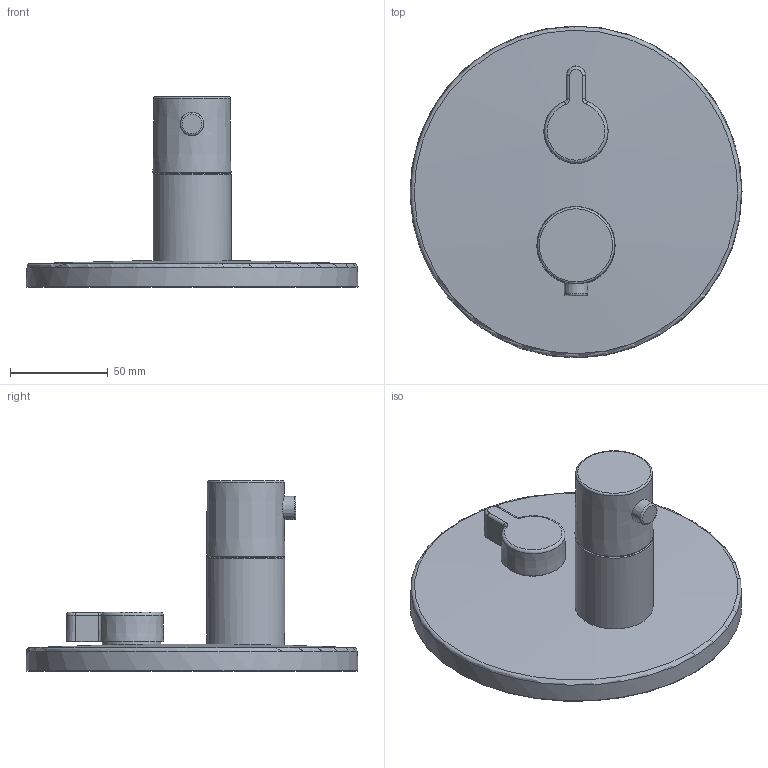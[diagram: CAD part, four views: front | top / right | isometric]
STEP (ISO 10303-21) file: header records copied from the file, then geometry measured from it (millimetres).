
FILE_DESCRIPTION (( 'STEP AP203' ), '1' );
FILE_NAME ('40579083.STEP', '2017-03-09T05:52:54', ( '' ), ( '' ), 'SwSTEP 2.0', 'SolidWorks 2016', '' );
FILE_SCHEMA (( 'CONFIG_CONTROL_DESIGN' ));
Length unit declared in the file: millimetre
Products named in the file (1): 40579083
Bounding box: 169.99 x 169.98 x 97.68 mm (x, y, z)
Volume: 416324.3 mm3; surface area: 64747.9 mm2
Topology: 1 solids, 1 shells, 32 faces, 73 edges, 48 vertices
Faces by surface type: torus 8, plane 7, cylinder 5, cone 5, bspline 4, sphere 3
Full cylindrical faces by diameter (mm): 30.071 x1, 37.572 x1, 40 x1
Entity records: 1406 total; most frequent: CARTESIAN_POINT 744, DIRECTION 110, ORIENTED_EDGE 104, EDGE_CURVE 52, AXIS2_PLACEMENT_3D 51, EDGE_LOOP 50, FACE_OUTER_BOUND 41, VERTEX_POINT 40
